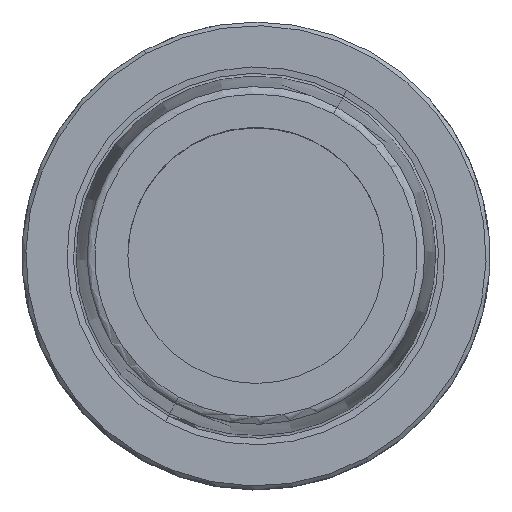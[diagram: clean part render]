
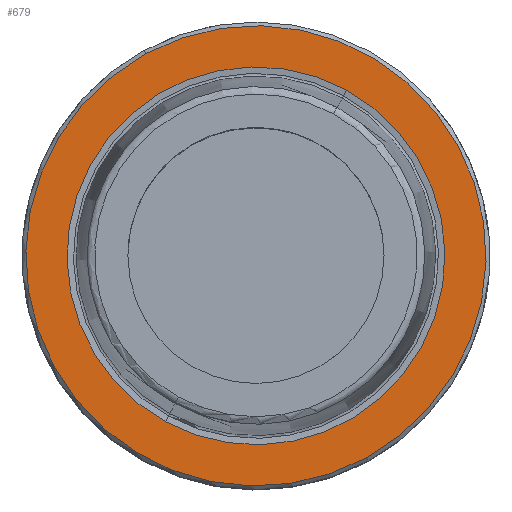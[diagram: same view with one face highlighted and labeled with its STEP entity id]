
A CAD part, top view. The second image highlights one B-rep face of the part: STEP entity #679.
In plain terms, the highlighted planar face has unit normal (0, 0, 1).
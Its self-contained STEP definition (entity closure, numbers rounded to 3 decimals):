
#609=AXIS2_PLACEMENT_3D('Circle Axis2P3D',#607,#608,$) ;
#641=AXIS2_PLACEMENT_3D('Circle Axis2P3D',#639,#640,$) ;
#655=AXIS2_PLACEMENT_3D('Plane Axis2P3D',#652,#653,#654) ;
#659=AXIS2_PLACEMENT_3D('Circle Axis2P3D',#657,#658,$) ;
#668=AXIS2_PLACEMENT_3D('Circle Axis2P3D',#666,#667,$) ;
#607=CARTESIAN_POINT('Axis2P3D Location',(0.,0.,0.)) ;
#611=CARTESIAN_POINT('Vertex',(-12.201,-22.334,0.)) ;
#613=CARTESIAN_POINT('Vertex',(12.201,22.334,0.)) ;
#639=CARTESIAN_POINT('Axis2P3D Location',(0.,0.,0.)) ;
#652=CARTESIAN_POINT('Axis2P3D Location',(0.,-24.321,0.)) ;
#657=CARTESIAN_POINT('Axis2P3D Location',(0.,0.,0.)) ;
#661=CARTESIAN_POINT('Vertex',(14.862,-27.205,0.)) ;
#663=CARTESIAN_POINT('Vertex',(-14.862,27.205,0.)) ;
#666=CARTESIAN_POINT('Axis2P3D Location',(0.,0.,0.)) ;
#608=DIRECTION('Axis2P3D Direction',(0.,0.,1.)) ;
#640=DIRECTION('Axis2P3D Direction',(0.,0.,1.)) ;
#653=DIRECTION('Axis2P3D Direction',(0.,0.,-1.)) ;
#654=DIRECTION('Axis2P3D XDirection',(-1.,0.,0.)) ;
#658=DIRECTION('Axis2P3D Direction',(0.,0.,-1.)) ;
#667=DIRECTION('Axis2P3D Direction',(0.,0.,-1.)) ;
#672=ORIENTED_EDGE('',*,*,#665,.F.) ;
#673=ORIENTED_EDGE('',*,*,#670,.F.) ;
#676=ORIENTED_EDGE('',*,*,#643,.T.) ;
#677=ORIENTED_EDGE('',*,*,#615,.T.) ;
#678=FACE_BOUND('',#675,.T.) ;
#679=ADVANCED_FACE('NOCUT',(#674,#678),#656,.F.) ;
#610=CIRCLE('generated circle',#609,25.45) ;
#642=CIRCLE('generated circle',#641,25.45) ;
#660=CIRCLE('generated circle',#659,31.) ;
#669=CIRCLE('generated circle',#668,31.) ;
#615=EDGE_CURVE('',#612,#614,#610,.F.) ;
#643=EDGE_CURVE('',#614,#612,#642,.F.) ;
#665=EDGE_CURVE('',#662,#664,#660,.T.) ;
#670=EDGE_CURVE('',#664,#662,#669,.T.) ;
#671=EDGE_LOOP('',(#672,#673)) ;
#675=EDGE_LOOP('',(#676,#677)) ;
#674=FACE_OUTER_BOUND('',#671,.T.) ;
#656=PLANE('',#655) ;
#612=VERTEX_POINT('',#611) ;
#614=VERTEX_POINT('',#613) ;
#662=VERTEX_POINT('',#661) ;
#664=VERTEX_POINT('',#663) ;
